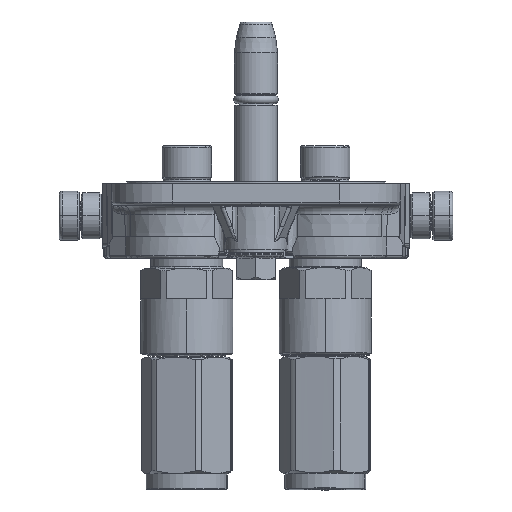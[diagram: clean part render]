
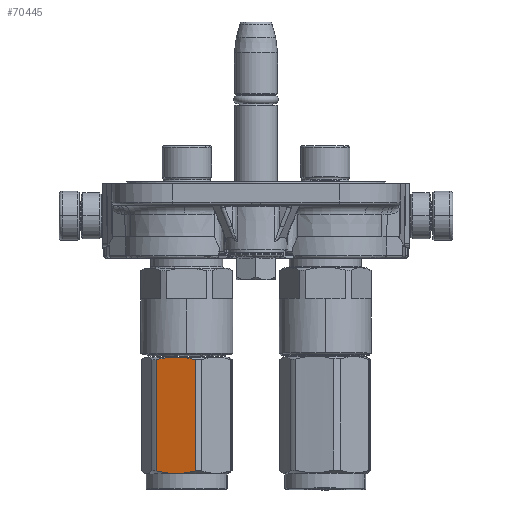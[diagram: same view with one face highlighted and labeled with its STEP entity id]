
A CAD part, left-side view. The second image highlights one B-rep face of the part: STEP entity #70445.
In plain terms, the highlighted face is planar.
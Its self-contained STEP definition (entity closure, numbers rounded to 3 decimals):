
#4924 = VECTOR ( 'NONE', #74405, 1000. ) ;
#6091 = ORIENTED_EDGE ( 'NONE', *, *, #149306, .F. ) ;
#7710 = CARTESIAN_POINT ( 'NONE',  ( 106.217, 0.245, -13.911 ) ) ;
#9872 = EDGE_CURVE ( 'NONE', #56925, #83150, #157008, .T. ) ;
#11152 = VERTEX_POINT ( 'NONE', #155865 ) ;
#14334 = CARTESIAN_POINT ( 'NONE',  ( 69.466, -2.822, -14.732 ) ) ;
#17068 = ORIENTED_EDGE ( 'NONE', *, *, #25175, .T. ) ;
#18270 = AXIS2_PLACEMENT_3D ( 'NONE', #151277, #102409, #89618 ) ;
#18885 = CARTESIAN_POINT ( 'NONE',  ( 106.208, 0.18, -13.928 ) ) ;
#19406 = CARTESIAN_POINT ( 'NONE',  ( 105.867, 8.75, -11.629 ) ) ;
#20972 = CARTESIAN_POINT ( 'NONE',  ( 105.59, 9.81, -11.348 ) ) ;
#25175 = EDGE_CURVE ( 'NONE', #11152, #56925, #72866, .T. ) ;
#26556 = ORIENTED_EDGE ( 'NONE', *, *, #105971, .T. ) ;
#29056 = PLANE ( 'NONE',  #18270 ) ;
#29576 = LINE ( 'NONE', #110567, #4924 ) ;
#31073 = CARTESIAN_POINT ( 'NONE',  ( 106.437, 4.553, -12.756 ) ) ;
#32100 = CARTESIAN_POINT ( 'NONE',  ( 106.456, 4.027, -12.897 ) ) ;
#32643 = CARTESIAN_POINT ( 'NONE',  ( 106.01, -0.989, -14.24 ) ) ;
#36125 = CARTESIAN_POINT ( 'NONE',  ( 68.6, 3.481, -13.043 ) ) ;
#40507 = VECTOR ( 'NONE', #84018, 1000. ) ;
#45370 = CARTESIAN_POINT ( 'NONE',  ( 106.355, 5.61, -12.473 ) ) ;
#47194 = VERTEX_POINT ( 'NONE', #110019 ) ;
#55541 = CARTESIAN_POINT ( 'NONE',  ( 106.158, -0.145, -14.015 ) ) ;
#56925 = VERTEX_POINT ( 'NONE', #118700 ) ;
#57096 = CARTESIAN_POINT ( 'NONE',  ( 106.079, 7.719, -11.908 ) ) ;
#57627 = CARTESIAN_POINT ( 'NONE',  ( 106.231, 6.645, -12.196 ) ) ;
#57876 = CARTESIAN_POINT ( 'NONE',  ( 68.6, 3.507, -13.037 ) ) ;
#67789 = CARTESIAN_POINT ( 'NONE',  ( 106.379, 5.345, -12.543 ) ) ;
#68822 = CARTESIAN_POINT ( 'NONE',  ( 105.728, -2.292, -14.589 ) ) ;
#70445 = ADVANCED_FACE ( 'NONE', ( #103373 ), #29056, .T. ) ;
#72866 = LINE ( 'NONE', #94615, #40507 ) ;
#73862 = VERTEX_POINT ( 'NONE', #57876 ) ;
#74405 = DIRECTION ( 'NONE',  ( -1., 0., 0. ) ) ;
#76046 = ORIENTED_EDGE ( 'NONE', *, *, #152804, .F. ) ;
#80012 = CARTESIAN_POINT ( 'NONE',  ( 106.245, 6.543, -12.223 ) ) ;
#82116 = CARTESIAN_POINT ( 'NONE',  ( 68.6, 3.481, -13.043 ) ) ;
#83150 = VERTEX_POINT ( 'NONE', #126722 ) ;
#84018 = DIRECTION ( 'NONE',  ( -1., 0., 0. ) ) ;
#87124 = CARTESIAN_POINT ( 'NONE',  ( 68.606, 1.428, -13.594 ) ) ;
#88766 = CARTESIAN_POINT ( 'NONE',  ( 69.466, 9.81, -11.348 ) ) ;
#89618 = DIRECTION ( 'NONE',  ( 0., 0.966, 0.259 ) ) ;
#91640 = CARTESIAN_POINT ( 'NONE',  ( 105.85, -1.77, -14.449 ) ) ;
#92161 = CARTESIAN_POINT ( 'NONE',  ( 106.259, 6.443, -12.25 ) ) ;
#93217 = CARTESIAN_POINT ( 'NONE',  ( 106.059, -0.729, -14.171 ) ) ;
#93749 = CARTESIAN_POINT ( 'NONE',  ( 105.59, -2.822, -14.732 ) ) ;
#94615 = CARTESIAN_POINT ( 'NONE',  ( 105.59, -2.822, -14.732 ) ) ;
#101008 = B_SPLINE_CURVE_WITH_KNOTS ( 'NONE', 3,
 ( #102070, #101541, #136651, #88766 ),
 .UNSPECIFIED., .F., .F.,
 ( 4, 4 ),
 ( 0., 1. ),
 .UNSPECIFIED. ) ;
#101541 = CARTESIAN_POINT ( 'NONE',  ( 68.606, 5.56, -12.486 ) ) ;
#102070 = CARTESIAN_POINT ( 'NONE',  ( 68.6, 3.507, -13.037 ) ) ;
#102409 = DIRECTION ( 'NONE',  ( 0., 0.259, -0.966 ) ) ;
#103373 = FACE_OUTER_BOUND ( 'NONE', #103580, .T. ) ;
#103580 = EDGE_LOOP ( 'NONE', ( #17068, #154791, #26556, #124515, #6091, #76046 ) ) ;
#104124 = B_SPLINE_CURVE_WITH_KNOTS ( 'NONE', 3,
 ( #93749, #68822, #91640, #32643, #93217, #152278, #55541, #153849, #18885, #7710, #106034, #140628, #104967, #32100, #31073, #67789, #45370, #152797, #118268, #92161, #80012, #130457, #57627, #57096, #19406, #20972 ),
 .UNSPECIFIED., .F., .F.,
 ( 4, 2, 2, 1, 1, 2, 2, 2, 2, 2, 1, 1, 2, 2, 4 ),
 ( 0., 0.125, 0.188, 0.219, 0.234, 0.242, 0.25, 0.5, 0.625, 0.688, 0.719, 0.734, 0.742, 0.75, 1. ),
 .UNSPECIFIED. ) ;
#104333 = LINE ( 'NONE', #82116, #148098 ) ;
#104967 = CARTESIAN_POINT ( 'NONE',  ( 106.456, 2.429, -13.325 ) ) ;
#105971 = EDGE_CURVE ( 'NONE', #83150, #73862, #104333, .T. ) ;
#106034 = CARTESIAN_POINT ( 'NONE',  ( 106.222, 0.277, -13.902 ) ) ;
#110019 = CARTESIAN_POINT ( 'NONE',  ( 69.466, 9.81, -11.348 ) ) ;
#110468 = VERTEX_POINT ( 'NONE', #120833 ) ;
#110567 = CARTESIAN_POINT ( 'NONE',  ( 105.59, 9.81, -11.348 ) ) ;
#118268 = CARTESIAN_POINT ( 'NONE',  ( 106.289, 6.208, -12.313 ) ) ;
#118700 = CARTESIAN_POINT ( 'NONE',  ( 69.466, -2.822, -14.732 ) ) ;
#120833 = CARTESIAN_POINT ( 'NONE',  ( 105.59, 9.81, -11.348 ) ) ;
#122507 = EDGE_CURVE ( 'NONE', #73862, #47194, #101008, .T. ) ;
#124515 = ORIENTED_EDGE ( 'NONE', *, *, #122507, .T. ) ;
#126722 = CARTESIAN_POINT ( 'NONE',  ( 68.6, 3.481, -13.043 ) ) ;
#130457 = CARTESIAN_POINT ( 'NONE',  ( 106.236, 6.611, -12.205 ) ) ;
#136651 = CARTESIAN_POINT ( 'NONE',  ( 68.895, 7.661, -11.923 ) ) ;
#140628 = CARTESIAN_POINT ( 'NONE',  ( 106.379, 1.387, -13.605 ) ) ;
#143799 = DIRECTION ( 'NONE',  ( 0., 0.966, 0.259 ) ) ;
#147742 = CARTESIAN_POINT ( 'NONE',  ( 68.895, -0.673, -14.157 ) ) ;
#148098 = VECTOR ( 'NONE', #143799, 1000. ) ;
#149306 = EDGE_CURVE ( 'NONE', #110468, #47194, #29576, .T. ) ;
#151277 = CARTESIAN_POINT ( 'NONE',  ( 68.6, -4.035, -15.057 ) ) ;
#152278 = CARTESIAN_POINT ( 'NONE',  ( 106.126, -0.339, -14.067 ) ) ;
#152797 = CARTESIAN_POINT ( 'NONE',  ( 106.313, 6.009, -12.366 ) ) ;
#152804 = EDGE_CURVE ( 'NONE', #11152, #110468, #104124, .T. ) ;
#153849 = CARTESIAN_POINT ( 'NONE',  ( 106.193, 0.083, -13.954 ) ) ;
#154791 = ORIENTED_EDGE ( 'NONE', *, *, #9872, .T. ) ;
#155865 = CARTESIAN_POINT ( 'NONE',  ( 105.59, -2.822, -14.732 ) ) ;
#157008 = B_SPLINE_CURVE_WITH_KNOTS ( 'NONE', 3,
 ( #14334, #147742, #87124, #36125 ),
 .UNSPECIFIED., .F., .F.,
 ( 4, 4 ),
 ( 0., 1. ),
 .UNSPECIFIED. ) ;
